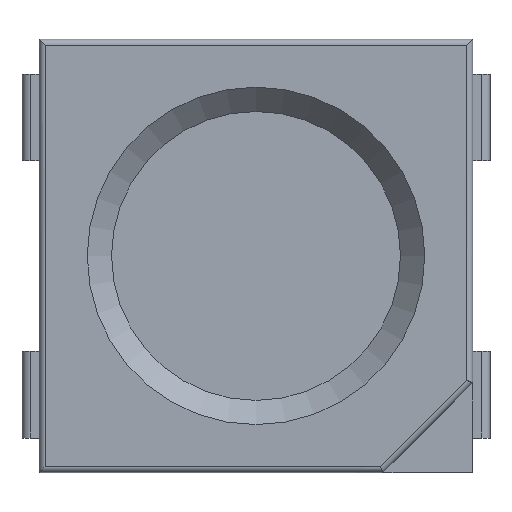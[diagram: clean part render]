
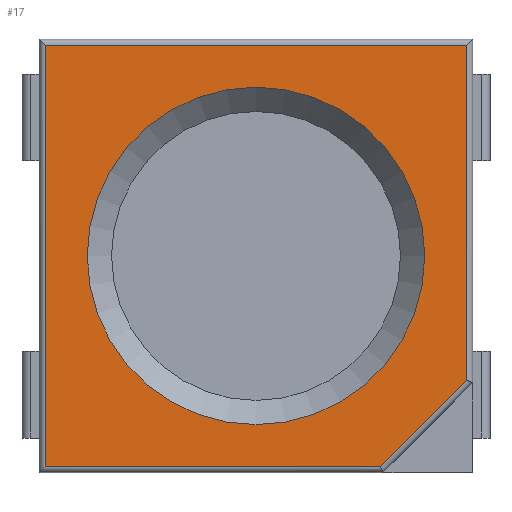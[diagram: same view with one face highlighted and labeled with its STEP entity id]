
A CAD part, top view. The second image highlights one B-rep face of the part: STEP entity #17.
In plain terms, the highlighted planar face has unit normal (0, 0, 1).
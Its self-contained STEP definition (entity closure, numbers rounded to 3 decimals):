
#17 = ADVANCED_FACE('',(#18,#29),#71,.T.);
#18 = FACE_BOUND('',#19,.T.);
#19 = EDGE_LOOP('',(#20));
#20 = ORIENTED_EDGE('',*,*,#21,.T.);
#21 = EDGE_CURVE('',#22,#22,#24,.T.);
#22 = VERTEX_POINT('',#23);
#23 = CARTESIAN_POINT('',(-1.947,0.,1.6));
#24 = CIRCLE('',#25,1.947);
#25 = AXIS2_PLACEMENT_3D('',#26,#27,#28);
#26 = CARTESIAN_POINT('',(0.,0.,1.6));
#27 = DIRECTION('',(0.,0.,-1.));
#28 = DIRECTION('',(-1.,0.,0.));
#29 = FACE_BOUND('',#30,.T.);
#30 = EDGE_LOOP('',(#31,#41,#49,#57,#65));
#31 = ORIENTED_EDGE('',*,*,#32,.T.);
#32 = EDGE_CURVE('',#33,#35,#37,.T.);
#33 = VERTEX_POINT('',#34);
#34 = CARTESIAN_POINT('',(2.43,-1.435,1.6));
#35 = VERTEX_POINT('',#36);
#36 = CARTESIAN_POINT('',(2.43,2.43,1.6));
#37 = LINE('',#38,#39);
#38 = CARTESIAN_POINT('',(2.43,-1.464,1.6));
#39 = VECTOR('',#40,1.);
#40 = DIRECTION('',(0.,1.,0.));
#41 = ORIENTED_EDGE('',*,*,#42,.T.);
#42 = EDGE_CURVE('',#35,#43,#45,.T.);
#43 = VERTEX_POINT('',#44);
#44 = CARTESIAN_POINT('',(-2.43,2.43,1.6));
#45 = LINE('',#46,#47);
#46 = CARTESIAN_POINT('',(2.5,2.43,1.6));
#47 = VECTOR('',#48,1.);
#48 = DIRECTION('',(-1.,0.,0.));
#49 = ORIENTED_EDGE('',*,*,#50,.T.);
#50 = EDGE_CURVE('',#43,#51,#53,.T.);
#51 = VERTEX_POINT('',#52);
#52 = CARTESIAN_POINT('',(-2.43,-2.43,1.6));
#53 = LINE('',#54,#55);
#54 = CARTESIAN_POINT('',(-2.43,2.5,1.6));
#55 = VECTOR('',#56,1.);
#56 = DIRECTION('',(0.,-1.,0.));
#57 = ORIENTED_EDGE('',*,*,#58,.T.);
#58 = EDGE_CURVE('',#51,#59,#61,.T.);
#59 = VERTEX_POINT('',#60);
#60 = CARTESIAN_POINT('',(1.435,-2.43,1.6));
#61 = LINE('',#62,#63);
#62 = CARTESIAN_POINT('',(-2.5,-2.43,1.6));
#63 = VECTOR('',#64,1.);
#64 = DIRECTION('',(1.,0.,0.));
#65 = ORIENTED_EDGE('',*,*,#66,.T.);
#66 = EDGE_CURVE('',#59,#33,#67,.T.);
#67 = LINE('',#68,#69);
#68 = CARTESIAN_POINT('',(1.415,-2.451,1.6));
#69 = VECTOR('',#70,1.);
#70 = DIRECTION('',(0.707,0.707,0.));
#71 = PLANE('',#72);
#72 = AXIS2_PLACEMENT_3D('',#73,#74,#75);
#73 = CARTESIAN_POINT('',(0.,0.,1.6));
#74 = DIRECTION('',(0.,0.,1.));
#75 = DIRECTION('',(-1.,0.,0.));
